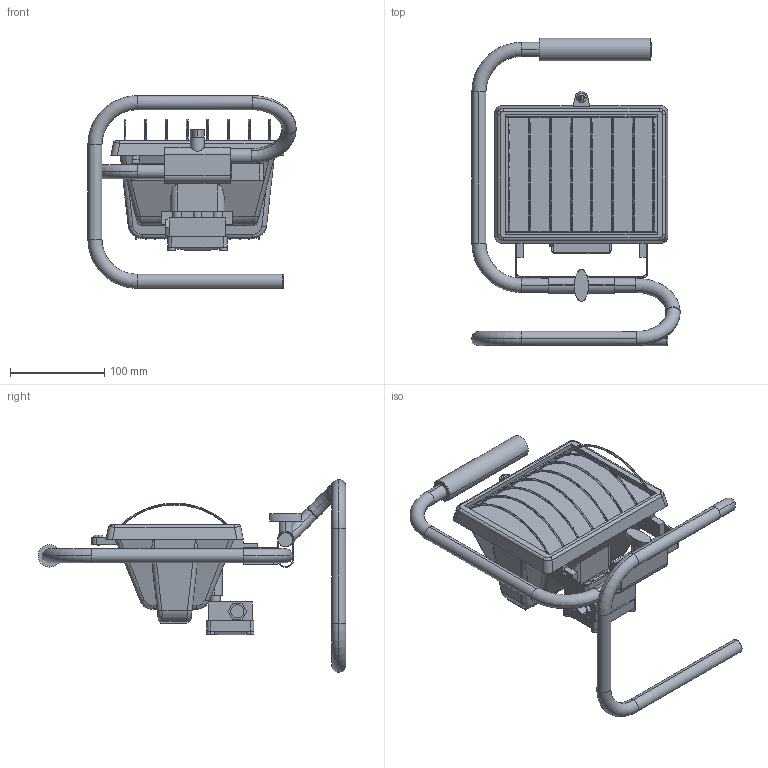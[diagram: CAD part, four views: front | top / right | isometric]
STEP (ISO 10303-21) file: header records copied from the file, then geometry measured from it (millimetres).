
FILE_DESCRIPTION (( 'STEP AP214' ), '1' );
FILE_NAME ('LPI03-1-0500-K02 Ïðîæåêòîð ÈÎ500Ï(ïåðåíîñêà) ãàëîãåí.÷åðíûé IP54 ÈÝÊ.STEP', '2017-10-13T12:19:08', ( '' ), ( '' ), 'SwSTEP 2.0', 'SolidWorks 2014', '' );
FILE_SCHEMA (( 'AUTOMOTIVE_DESIGN' ));
Length unit declared in the file: millimetre
Products named in the file (1): LPI03-1-0500-K02 Ïðîæåêòîð ÈÎ500Ï(ïåðåíîñêà) ãàëîãåí.÷åðíûé IP54  ÈÝÊ
Bounding box: 221.5 x 326.93 x 205 mm (x, y, z)
Volume: 1207442.3 mm3; surface area: 274089.3 mm2
Topology: 3 solids, 3 shells, 518 faces, 1393 edges, 878 vertices
Faces by surface type: plane 331, cylinder 114, torus 48, bspline 25
Entity records: 17309 total; most frequent: CARTESIAN_POINT 4688, ORIENTED_EDGE 2778, DIRECTION 2465, EDGE_CURVE 1389, VERTEX_POINT 878, VECTOR 871, LINE 871, AXIS2_PLACEMENT_3D 797
